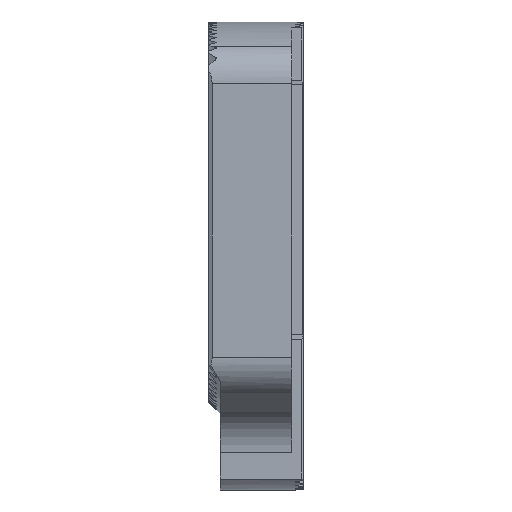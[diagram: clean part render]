
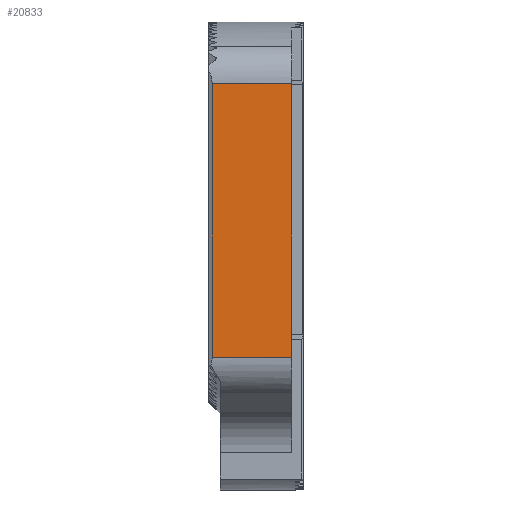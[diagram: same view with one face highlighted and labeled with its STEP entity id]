
A CAD part, front view. The second image highlights one B-rep face of the part: STEP entity #20833.
In plain terms, the highlighted planar face has unit normal (0, -1, 0).
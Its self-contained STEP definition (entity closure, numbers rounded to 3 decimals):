
#1259 = PLANE ( 'NONE',  #15662 ) ;
#1311 = DIRECTION ( 'NONE',  ( 0., 0., -1. ) ) ;
#1463 = VECTOR ( 'NONE', #8341, 1000. ) ;
#1930 = CARTESIAN_POINT ( 'NONE',  ( -1.42, -22.5, 22.662 ) ) ;
#3145 = CARTESIAN_POINT ( 'NONE',  ( -1.42, -22.5, 69.492 ) ) ;
#3522 = LINE ( 'NONE', #12846, #20681 ) ;
#3881 = DIRECTION ( 'NONE',  ( 1., 0., 0. ) ) ;
#4597 = DIRECTION ( 'NONE',  ( 0., 1., 0. ) ) ;
#4786 = FACE_OUTER_BOUND ( 'NONE', #8644, .T. ) ;
#5207 = CARTESIAN_POINT ( 'NONE',  ( -15., -22.5, 22.662 ) ) ;
#5766 = VECTOR ( 'NONE', #1311, 1000. ) ;
#7194 = CARTESIAN_POINT ( 'NONE',  ( -15., -22.5, 69.492 ) ) ;
#7228 = CARTESIAN_POINT ( 'NONE',  ( -15.58, -22.5, 69.492 ) ) ;
#8341 = DIRECTION ( 'NONE',  ( 1., 0., 0. ) ) ;
#8641 = ORIENTED_EDGE ( 'NONE', *, *, #19436, .T. ) ;
#8644 = EDGE_LOOP ( 'NONE', ( #9798, #8641, #9740, #8953 ) ) ;
#8953 = ORIENTED_EDGE ( 'NONE', *, *, #14840, .F. ) ;
#9670 = VERTEX_POINT ( 'NONE', #1930 ) ;
#9740 = ORIENTED_EDGE ( 'NONE', *, *, #13302, .F. ) ;
#9798 = ORIENTED_EDGE ( 'NONE', *, *, #10646, .F. ) ;
#10162 = LINE ( 'NONE', #12912, #5766 ) ;
#10646 = EDGE_CURVE ( 'NONE', #14762, #15205, #3522, .T. ) ;
#12846 = CARTESIAN_POINT ( 'NONE',  ( -15., -22.5, 86. ) ) ;
#12912 = CARTESIAN_POINT ( 'NONE',  ( -1.42, -22.5, 0. ) ) ;
#13302 = EDGE_CURVE ( 'NONE', #14110, #9670, #10162, .T. ) ;
#14110 = VERTEX_POINT ( 'NONE', #3145 ) ;
#14530 = CARTESIAN_POINT ( 'NONE',  ( 0.58, -22.5, 86. ) ) ;
#14762 = VERTEX_POINT ( 'NONE', #5207 ) ;
#14840 = EDGE_CURVE ( 'NONE', #15205, #14110, #16193, .T. ) ;
#15205 = VERTEX_POINT ( 'NONE', #7194 ) ;
#15662 = AXIS2_PLACEMENT_3D ( 'NONE', #14530, #4597, #16219 ) ;
#15669 = VECTOR ( 'NONE', #3881, 1000. ) ;
#15751 = LINE ( 'NONE', #16588, #1463 ) ;
#16193 = LINE ( 'NONE', #7228, #15669 ) ;
#16219 = DIRECTION ( 'NONE',  ( -1., 0., 0. ) ) ;
#16588 = CARTESIAN_POINT ( 'NONE',  ( -15.58, -22.5, 22.662 ) ) ;
#19436 = EDGE_CURVE ( 'NONE', #14762, #9670, #15751, .T. ) ;
#20681 = VECTOR ( 'NONE', #21212, 1000. ) ;
#20833 = ADVANCED_FACE ( 'NONE', ( #4786 ), #1259, .F. ) ;
#21212 = DIRECTION ( 'NONE',  ( 0., 0., 1. ) ) ;
